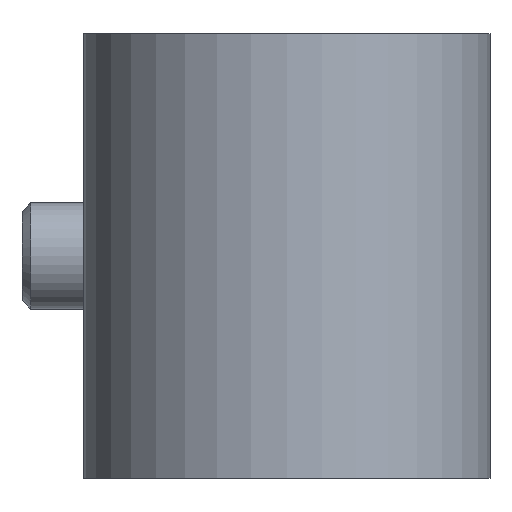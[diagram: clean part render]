
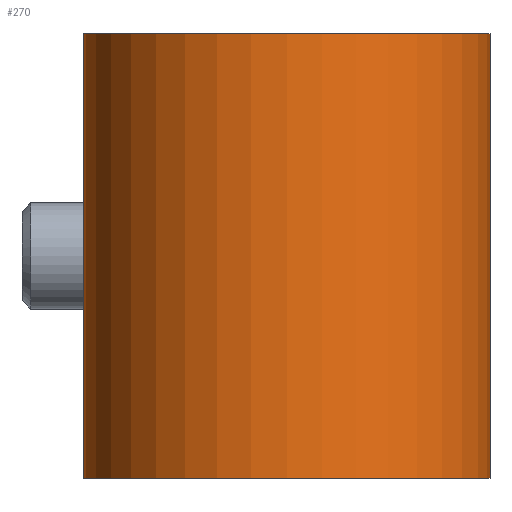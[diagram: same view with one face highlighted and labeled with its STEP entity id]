
A CAD part, front view. The second image highlights one B-rep face of the part: STEP entity #270.
In plain terms, the highlighted cylindrical face has radius 11.45 mm (diameter 22.9 mm), a partial arc.
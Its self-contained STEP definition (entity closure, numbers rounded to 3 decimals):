
#270 = ADVANCED_FACE( '', ( #376 ), #377, .T. );
#376 = FACE_OUTER_BOUND( '', #608, .T. );
#377 = CYLINDRICAL_SURFACE( '', #609, 11.45 );
#608 = EDGE_LOOP( '', ( #863, #864, #865, #866, #867, #868, #869, #870, #871, #872, #873, #874 ) );
#609 = AXIS2_PLACEMENT_3D( '', #875, #876, #877 );
#863 = ORIENTED_EDGE( '', *, *, #1635, .F. );
#864 = ORIENTED_EDGE( '', *, *, #1634, .T. );
#865 = ORIENTED_EDGE( '', *, *, #1636, .F. );
#866 = ORIENTED_EDGE( '', *, *, #1637, .F. );
#867 = ORIENTED_EDGE( '', *, *, #1638, .F. );
#868 = ORIENTED_EDGE( '', *, *, #1639, .F. );
#869 = ORIENTED_EDGE( '', *, *, #1640, .F. );
#870 = ORIENTED_EDGE( '', *, *, #1641, .F. );
#871 = ORIENTED_EDGE( '', *, *, #1623, .T. );
#872 = ORIENTED_EDGE( '', *, *, #1642, .T. );
#873 = ORIENTED_EDGE( '', *, *, #1643, .F. );
#874 = ORIENTED_EDGE( '', *, *, #1644, .F. );
#875 = CARTESIAN_POINT( '', ( 0., 0., -12.5 ) );
#876 = DIRECTION( '', ( 0., 0., -1. ) );
#877 = DIRECTION( '', ( -1., 0., 0. ) );
#1623 = EDGE_CURVE( '', #1869, #1867, #1870, .T. );
#1634 = EDGE_CURVE( '', #1884, #1888, #1890, .T. );
#1635 = EDGE_CURVE( '', #1884, #1891, #1892, .F. );
#1636 = EDGE_CURVE( '', #1893, #1888, #1894, .T. );
#1637 = EDGE_CURVE( '', #1895, #1893, #1896, .T. );
#1638 = EDGE_CURVE( '', #1897, #1895, #1898, .F. );
#1639 = EDGE_CURVE( '', #1899, #1897, #1900, .T. );
#1640 = EDGE_CURVE( '', #1901, #1899, #1902, .F. );
#1641 = EDGE_CURVE( '', #1869, #1901, #1903, .T. );
#1642 = EDGE_CURVE( '', #1867, #1904, #1905, .T. );
#1643 = EDGE_CURVE( '', #1906, #1904, #1907, .F. );
#1644 = EDGE_CURVE( '', #1891, #1906, #1908, .T. );
#1867 = VERTEX_POINT( '', #2271 );
#1869 = VERTEX_POINT( '', #2273 );
#1870 = CIRCLE( '', #2274, 11.45 );
#1884 = VERTEX_POINT( '', #2292 );
#1888 = VERTEX_POINT( '', #2297 );
#1890 = LINE( '', #2299, #2300 );
#1891 = VERTEX_POINT( '', #2301 );
#1892 = ELLIPSE( '', #2302, 19.962, 11.45 );
#1893 = VERTEX_POINT( '', #2303 );
#1894 = CIRCLE( '', #2304, 11.45 );
#1895 = VERTEX_POINT( '', #2305 );
#1896 = LINE( '', #2306, #2307 );
#1897 = VERTEX_POINT( '', #2308 );
#1898 = ELLIPSE( '', #2309, 19.962, 11.45 );
#1899 = VERTEX_POINT( '', #2310 );
#1900 = B_SPLINE_CURVE_WITH_KNOTS( '', 3, ( #2311, #2312, #2313, #2314, #2315, #2316, #2317, #2318, #2319, #2320, #2321, #2322, #2323, #2324, #2325, #2326, #2327, #2328, #2329, #2330, #2331, #2332, #2333, #2334 ), .UNSPECIFIED., .F., .F., ( 4, 2, 2, 2, 2, 2, 2, 2, 2, 2, 2, 4 ), ( 0., 0.001, 0.002, 0.002, 0.003, 0.003, 0.004, 0.004, 0.004, 0.005, 0.006, 0.007 ), .UNSPECIFIED. );
#1901 = VERTEX_POINT( '', #2335 );
#1902 = ELLIPSE( '', #2336, 19.962, 11.45 );
#1903 = LINE( '', #2337, #2338 );
#1904 = VERTEX_POINT( '', #2339 );
#1905 = LINE( '', #2340, #2341 );
#1906 = VERTEX_POINT( '', #2342 );
#1907 = ELLIPSE( '', #2343, 19.962, 11.45 );
#1908 = B_SPLINE_CURVE_WITH_KNOTS( '', 3, ( #2344, #2345, #2346, #2347, #2348, #2349, #2350, #2351, #2352, #2353, #2354, #2355, #2356, #2357, #2358, #2359, #2360, #2361, #2362, #2363, #2364, #2365, #2366, #2367 ), .UNSPECIFIED., .F., .F., ( 4, 2, 2, 2, 2, 2, 2, 2, 2, 2, 2, 4 ), ( 0., 0.001, 0.002, 0.002, 0.003, 0.003, 0.004, 0.004, 0.004, 0.005, 0.006, 0.007 ), .UNSPECIFIED. );
#2271 = CARTESIAN_POINT( '', ( 5.792, 9.877, -12.5 ) );
#2273 = CARTESIAN_POINT( '', ( -5.792, 9.877, -12.5 ) );
#2274 = AXIS2_PLACEMENT_3D( '', #2995, #2996, #2997 );
#2292 = CARTESIAN_POINT( '', ( 5.792, 9.877, 3.352 ) );
#2297 = CARTESIAN_POINT( '', ( 5.792, 9.877, 12.5 ) );
#2299 = CARTESIAN_POINT( '', ( 5.792, 9.877, -12.5 ) );
#2300 = VECTOR( '', #3018, 1000. );
#2301 = CARTESIAN_POINT( '', ( 7.064, 9.011, 2.294 ) );
#2302 = AXIS2_PLACEMENT_3D( '', #3019, #3020, #3021 );
#2303 = CARTESIAN_POINT( '', ( -5.792, 9.877, 12.5 ) );
#2304 = AXIS2_PLACEMENT_3D( '', #3022, #3023, #3024 );
#2305 = CARTESIAN_POINT( '', ( -5.792, 9.877, 3.352 ) );
#2306 = CARTESIAN_POINT( '', ( -5.792, 9.877, -12.5 ) );
#2307 = VECTOR( '', #3025, 1000. );
#2308 = CARTESIAN_POINT( '', ( -7.064, 9.011, 2.294 ) );
#2309 = AXIS2_PLACEMENT_3D( '', #3026, #3027, #3028 );
#2310 = CARTESIAN_POINT( '', ( -7.064, 9.011, -2.294 ) );
#2311 = CARTESIAN_POINT( '', ( -7.064, 9.011, -2.294 ) );
#2312 = CARTESIAN_POINT( '', ( -7.249, 8.867, -2.153 ) );
#2313 = CARTESIAN_POINT( '', ( -7.424, 8.72, -2.006 ) );
#2314 = CARTESIAN_POINT( '', ( -7.757, 8.425, -1.694 ) );
#2315 = CARTESIAN_POINT( '', ( -7.914, 8.277, -1.53 ) );
#2316 = CARTESIAN_POINT( '', ( -8.206, 7.988, -1.171 ) );
#2317 = CARTESIAN_POINT( '', ( -8.342, 7.845, -0.977 ) );
#2318 = CARTESIAN_POINT( '', ( -8.504, 7.667, -0.643 ) );
#2319 = CARTESIAN_POINT( '', ( -8.551, 7.614, -0.524 ) );
#2320 = CARTESIAN_POINT( '', ( -8.619, 7.538, -0.27 ) );
#2321 = CARTESIAN_POINT( '', ( -8.638, 7.515, -0.133 ) );
#2322 = CARTESIAN_POINT( '', ( -8.638, 7.516, 0.141 ) );
#2323 = CARTESIAN_POINT( '', ( -8.617, 7.54, 0.277 ) );
#2324 = CARTESIAN_POINT( '', ( -8.548, 7.618, 0.533 ) );
#2325 = CARTESIAN_POINT( '', ( -8.501, 7.671, 0.65 ) );
#2326 = CARTESIAN_POINT( '', ( -8.393, 7.789, 0.872 ) );
#2327 = CARTESIAN_POINT( '', ( -8.331, 7.856, 0.976 ) );
#2328 = CARTESIAN_POINT( '', ( -8.2, 7.992, 1.172 ) );
#2329 = CARTESIAN_POINT( '', ( -8.131, 8.063, 1.264 ) );
#2330 = CARTESIAN_POINT( '', ( -7.913, 8.278, 1.531 ) );
#2331 = CARTESIAN_POINT( '', ( -7.756, 8.426, 1.695 ) );
#2332 = CARTESIAN_POINT( '', ( -7.422, 8.721, 2.008 ) );
#2333 = CARTESIAN_POINT( '', ( -7.246, 8.868, 2.155 ) );
#2334 = CARTESIAN_POINT( '', ( -7.064, 9.011, 2.294 ) );
#2335 = CARTESIAN_POINT( '', ( -5.792, 9.877, -3.352 ) );
#2336 = AXIS2_PLACEMENT_3D( '', #3029, #3030, #3031 );
#2337 = CARTESIAN_POINT( '', ( -5.792, 9.877, -12.5 ) );
#2338 = VECTOR( '', #3032, 1000. );
#2339 = CARTESIAN_POINT( '', ( 5.792, 9.877, -3.352 ) );
#2340 = CARTESIAN_POINT( '', ( 5.792, 9.877, -12.5 ) );
#2341 = VECTOR( '', #3033, 1000. );
#2342 = CARTESIAN_POINT( '', ( 7.064, 9.011, -2.294 ) );
#2343 = AXIS2_PLACEMENT_3D( '', #3034, #3035, #3036 );
#2344 = CARTESIAN_POINT( '', ( 7.064, 9.011, 2.294 ) );
#2345 = CARTESIAN_POINT( '', ( 7.248, 8.867, 2.153 ) );
#2346 = CARTESIAN_POINT( '', ( 7.424, 8.72, 2.006 ) );
#2347 = CARTESIAN_POINT( '', ( 7.757, 8.425, 1.694 ) );
#2348 = CARTESIAN_POINT( '', ( 7.914, 8.277, 1.53 ) );
#2349 = CARTESIAN_POINT( '', ( 8.205, 7.988, 1.172 ) );
#2350 = CARTESIAN_POINT( '', ( 8.341, 7.845, 0.978 ) );
#2351 = CARTESIAN_POINT( '', ( 8.504, 7.668, 0.644 ) );
#2352 = CARTESIAN_POINT( '', ( 8.551, 7.615, 0.525 ) );
#2353 = CARTESIAN_POINT( '', ( 8.618, 7.539, 0.271 ) );
#2354 = CARTESIAN_POINT( '', ( 8.638, 7.516, 0.135 ) );
#2355 = CARTESIAN_POINT( '', ( 8.638, 7.516, -0.14 ) );
#2356 = CARTESIAN_POINT( '', ( 8.618, 7.539, -0.276 ) );
#2357 = CARTESIAN_POINT( '', ( 8.549, 7.617, -0.532 ) );
#2358 = CARTESIAN_POINT( '', ( 8.502, 7.67, -0.649 ) );
#2359 = CARTESIAN_POINT( '', ( 8.393, 7.788, -0.87 ) );
#2360 = CARTESIAN_POINT( '', ( 8.332, 7.855, -0.974 ) );
#2361 = CARTESIAN_POINT( '', ( 8.201, 7.991, -1.17 ) );
#2362 = CARTESIAN_POINT( '', ( 8.132, 8.062, -1.263 ) );
#2363 = CARTESIAN_POINT( '', ( 7.914, 8.277, -1.53 ) );
#2364 = CARTESIAN_POINT( '', ( 7.757, 8.425, -1.694 ) );
#2365 = CARTESIAN_POINT( '', ( 7.424, 8.72, -2.006 ) );
#2366 = CARTESIAN_POINT( '', ( 7.248, 8.867, -2.154 ) );
#2367 = CARTESIAN_POINT( '', ( 7.064, 9.011, -2.294 ) );
#2995 = CARTESIAN_POINT( '', ( 0., 0., -12.5 ) );
#2996 = DIRECTION( '', ( 0., 0., 1. ) );
#2997 = DIRECTION( '', ( 1., 0., 0. ) );
#3018 = DIRECTION( '', ( 0., 0., 1. ) );
#3019 = CARTESIAN_POINT( '', ( 0., 0., 17.126 ) );
#3020 = DIRECTION( '', ( 0.73, 0.372, 0.574 ) );
#3021 = DIRECTION( '', ( -0.511, -0.26, 0.819 ) );
#3022 = CARTESIAN_POINT( '', ( 0., 0., 12.5 ) );
#3023 = DIRECTION( '', ( 0., 0., 1. ) );
#3024 = DIRECTION( '', ( 1., 0., 0. ) );
#3025 = DIRECTION( '', ( 0., 0., 1. ) );
#3026 = CARTESIAN_POINT( '', ( 0., 0., 17.126 ) );
#3027 = DIRECTION( '', ( -0.73, 0.372, 0.574 ) );
#3028 = DIRECTION( '', ( 0.511, -0.26, 0.819 ) );
#3029 = CARTESIAN_POINT( '', ( 0., 0., -17.126 ) );
#3030 = DIRECTION( '', ( -0.73, 0.372, -0.574 ) );
#3031 = DIRECTION( '', ( -0.511, 0.26, 0.819 ) );
#3032 = DIRECTION( '', ( 0., 0., 1. ) );
#3033 = DIRECTION( '', ( 0., 0., 1. ) );
#3034 = CARTESIAN_POINT( '', ( 0., 0., -17.126 ) );
#3035 = DIRECTION( '', ( 0.73, 0.372, -0.574 ) );
#3036 = DIRECTION( '', ( 0.511, 0.26, 0.819 ) );
